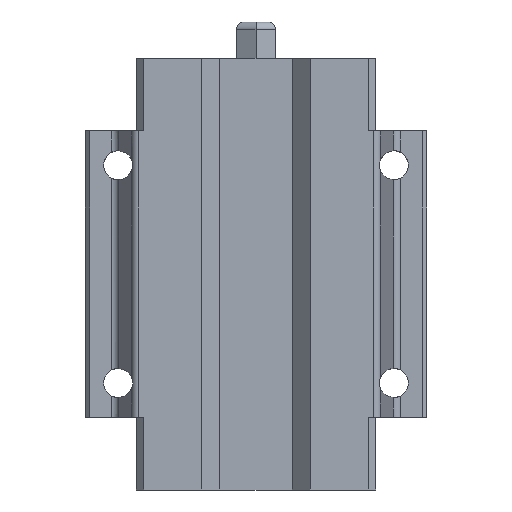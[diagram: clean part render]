
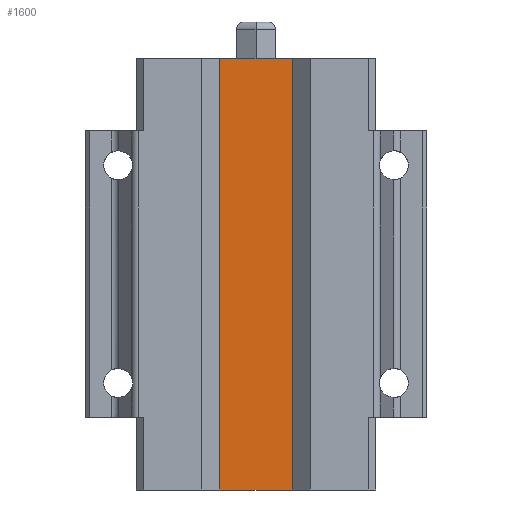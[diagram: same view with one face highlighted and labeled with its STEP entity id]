
A CAD part, front view. The second image highlights one B-rep face of the part: STEP entity #1600.
In plain terms, the highlighted planar face has unit normal (0, -1, 0).
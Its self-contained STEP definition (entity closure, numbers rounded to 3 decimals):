
#62 = VERTEX_POINT ( 'NONE', #1773 ) ;
#146 = DIRECTION ( 'NONE',  ( 0., 0., -1. ) ) ;
#202 = DIRECTION ( 'NONE',  ( 0., 1., 0. ) ) ;
#283 = CARTESIAN_POINT ( 'NONE',  ( 5., 0.85, -10. ) ) ;
#325 = EDGE_CURVE ( 'NONE', #2352, #62, #1977, .T. ) ;
#628 = EDGE_CURVE ( 'NONE', #2710, #62, #2436, .T. ) ;
#674 = ORIENTED_EDGE ( 'NONE', *, *, #325, .F. ) ;
#726 = EDGE_LOOP ( 'NONE', ( #991, #674, #2240, #2601 ) ) ;
#973 = CARTESIAN_POINT ( 'NONE',  ( -5., 0.85, 39.5 ) ) ;
#987 = VECTOR ( 'NONE', #1712, 1000. ) ;
#991 = ORIENTED_EDGE ( 'NONE', *, *, #628, .T. ) ;
#1004 = CARTESIAN_POINT ( 'NONE',  ( 5., 0.85, -10. ) ) ;
#1050 = VERTEX_POINT ( 'NONE', #1935 ) ;
#1126 = LINE ( 'NONE', #2548, #2372 ) ;
#1172 = PLANE ( 'NONE',  #2644 ) ;
#1216 = CARTESIAN_POINT ( 'NONE',  ( -5., 0.85, 49.5 ) ) ;
#1481 = CARTESIAN_POINT ( 'NONE',  ( -5., 0.85, 39.5 ) ) ;
#1600 = ADVANCED_FACE ( 'NONE', ( #2392 ), #1172, .F. ) ;
#1712 = DIRECTION ( 'NONE',  ( -1., 0., 0. ) ) ;
#1773 = CARTESIAN_POINT ( 'NONE',  ( -5., 0.85, -10. ) ) ;
#1778 = EDGE_CURVE ( 'NONE', #1050, #2352, #1126, .T. ) ;
#1895 = VECTOR ( 'NONE', #2360, 1000. ) ;
#1935 = CARTESIAN_POINT ( 'NONE',  ( 5., 0.85, 49.5 ) ) ;
#1977 = LINE ( 'NONE', #283, #987 ) ;
#2240 = ORIENTED_EDGE ( 'NONE', *, *, #1778, .F. ) ;
#2352 = VERTEX_POINT ( 'NONE', #1004 ) ;
#2360 = DIRECTION ( 'NONE',  ( 1., 0., 0. ) ) ;
#2372 = VECTOR ( 'NONE', #146, 1000. ) ;
#2377 = VECTOR ( 'NONE', #2385, 1000. ) ;
#2385 = DIRECTION ( 'NONE',  ( 0., 0., -1. ) ) ;
#2392 = FACE_OUTER_BOUND ( 'NONE', #726, .T. ) ;
#2436 = LINE ( 'NONE', #973, #2377 ) ;
#2548 = CARTESIAN_POINT ( 'NONE',  ( 5., 0.85, 39.5 ) ) ;
#2601 = ORIENTED_EDGE ( 'NONE', *, *, #2706, .F. ) ;
#2620 = LINE ( 'NONE', #2656, #1895 ) ;
#2644 = AXIS2_PLACEMENT_3D ( 'NONE', #1481, #202, #2883 ) ;
#2656 = CARTESIAN_POINT ( 'NONE',  ( -5., 0.85, 49.5 ) ) ;
#2706 = EDGE_CURVE ( 'NONE', #2710, #1050, #2620, .T. ) ;
#2710 = VERTEX_POINT ( 'NONE', #1216 ) ;
#2883 = DIRECTION ( 'NONE',  ( -1., 0., 0. ) ) ;
